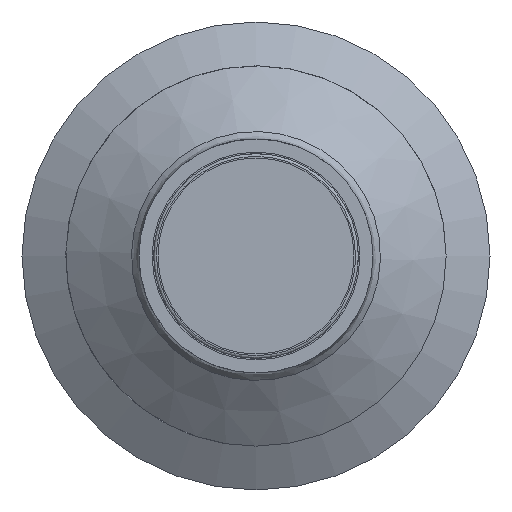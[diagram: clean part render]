
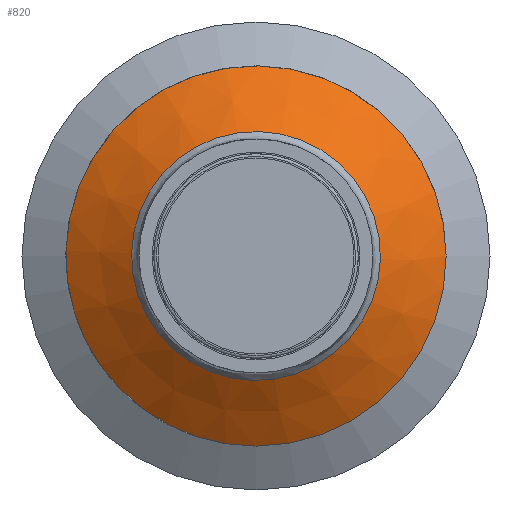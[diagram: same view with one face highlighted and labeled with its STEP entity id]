
A CAD part, front view. The second image highlights one B-rep face of the part: STEP entity #820.
In plain terms, the highlighted conical face has half-angle 55 degrees and reference radius 3.25 mm.
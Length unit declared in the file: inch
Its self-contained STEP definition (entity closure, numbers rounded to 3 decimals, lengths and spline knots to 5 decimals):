
#29 = CONICAL_SURFACE ( 'NONE', #112, 0.12795, 0.96 ) ;
#46 = DIRECTION ( 'NONE',  ( 1., 0., 0. ) ) ;
#70 = VERTEX_POINT ( 'NONE', #887 ) ;
#81 = AXIS2_PLACEMENT_3D ( 'NONE', #160, #751, #46 ) ;
#112 = AXIS2_PLACEMENT_3D ( 'NONE', #619, #202, #793 ) ;
#133 = AXIS2_PLACEMENT_3D ( 'NONE', #190, #510, #196 ) ;
#160 = CARTESIAN_POINT ( 'NONE',  ( 0., 0., 0. ) ) ;
#181 = EDGE_LOOP ( 'NONE', ( #774 ) ) ;
#190 = CARTESIAN_POINT ( 'NONE',  ( 0., -0.03093, 0. ) ) ;
#196 = DIRECTION ( 'NONE',  ( -1., 0., 0.026 ) ) ;
#202 = DIRECTION ( 'NONE',  ( 0., 1., 0. ) ) ;
#416 = ORIENTED_EDGE ( 'NONE', *, *, #916, .T. ) ;
#510 = DIRECTION ( 'NONE',  ( 0., 1., 0. ) ) ;
#543 = CARTESIAN_POINT ( 'NONE',  ( 0.12795, 0., 0. ) ) ;
#619 = CARTESIAN_POINT ( 'NONE',  ( 0., 0., 0. ) ) ;
#747 = FACE_OUTER_BOUND ( 'NONE', #919, .T. ) ;
#751 = DIRECTION ( 'NONE',  ( 0., -1., 0. ) ) ;
#774 = ORIENTED_EDGE ( 'NONE', *, *, #1045, .T. ) ;
#779 = VERTEX_POINT ( 'NONE', #543 ) ;
#793 = DIRECTION ( 'NONE',  ( 0., 0., 1. ) ) ;
#801 = FACE_BOUND ( 'NONE', #181, .T. ) ;
#811 = CIRCLE ( 'NONE', #133, 0.08378 ) ;
#820 = ADVANCED_FACE ( 'NONE', ( #747, #801 ), #29, .T. ) ;
#887 = CARTESIAN_POINT ( 'NONE',  ( -0.08375, -0.03093, 0.00216 ) ) ;
#916 = EDGE_CURVE ( 'NONE', #779, #779, #1010, .T. ) ;
#919 = EDGE_LOOP ( 'NONE', ( #416 ) ) ;
#1010 = CIRCLE ( 'NONE', #81, 0.12795 ) ;
#1045 = EDGE_CURVE ( 'NONE', #70, #70, #811, .T. ) ;
